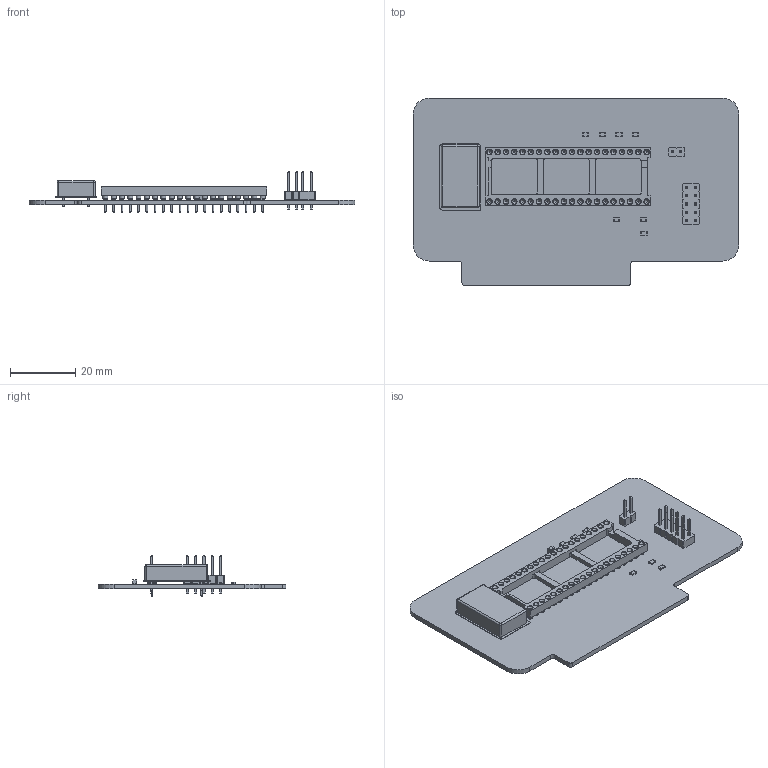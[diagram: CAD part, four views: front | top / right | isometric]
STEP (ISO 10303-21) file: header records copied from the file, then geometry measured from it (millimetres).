
FILE_DESCRIPTION(('KiCad electronic assembly'),'2;1');
FILE_NAME('CPU Card.step','2025-09-09T15:41:51',('Pcbnew'),('Kicad'), 'Open CASCADE STEP processor 7.8','KiCad to STEP converter','Unknown' );
FILE_SCHEMA(('AUTOMOTIVE_DESIGN { 1 0 10303 214 1 1 1 1 }'));
Length unit declared in the file: millimetre
Products named in the file (8): CPU Card 1; R_0805_2012Metric; DIP-40_W15.24mm_Socket; C_0805_2012Metric; PinHeader_1x02_P2.54mm_Vertical; Oscillator_DIP-14; PinHeader_2x05_P2.54mm_Vertical; CPU Card_PCB
Assembly tree (12 placements, depth 2):
  CPU Card 1
    R_0805_2012Metric  x6
    DIP-40_W15.24mm_Socket
    C_0805_2012Metric
    PinHeader_1x02_P2.54mm_Vertical
    Oscillator_DIP-14
    PinHeader_2x05_P2.54mm_Vertical
    CPU Card_PCB
Bounding box: 100 x 57.62 x 12.32 mm (x, y, z)
Volume: 10610.1 mm3; surface area: 15006.8 mm2
Topology: 12 solids, 12 shells, 1086 faces, 2297 edges, 1460 vertices
Faces by surface type: plane 647, cylinder 315, cone 120, sphere 4
Full cylindrical faces by diameter (mm): 0.45 x4, 0.508 x80, 0.8 x44, 1 x12, 1.524 x40, 1.724 x40
Entity records: 31599 total; most frequent: DIRECTION 4605, CARTESIAN_POINT 4162, ORIENTED_EDGE 3906, EDGE_CURVE 1953, AXIS2_PLACEMENT_3D 1683, FACE_BOUND 1303, EDGE_LOOP 1303, VERTEX_POINT 1240
